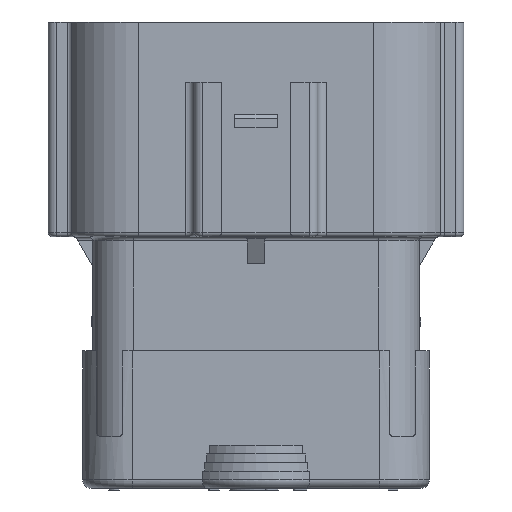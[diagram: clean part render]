
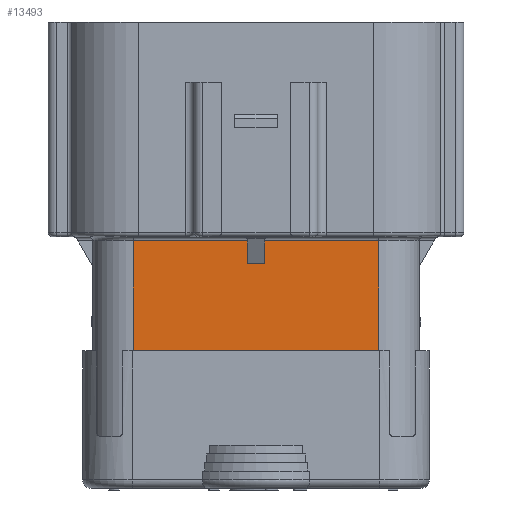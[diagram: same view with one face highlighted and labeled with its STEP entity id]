
A CAD part, front view. The second image highlights one B-rep face of the part: STEP entity #13493.
In plain terms, the highlighted planar face has unit normal (0, -1, 0).
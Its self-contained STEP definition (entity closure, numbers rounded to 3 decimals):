
#264 = CARTESIAN_POINT ( 'NONE',  ( 14.3, -7.5, 39.051 ) ) ;
#525 = CARTESIAN_POINT ( 'NONE',  ( -14.3, -7.5, 66.351 ) ) ;
#2329 = EDGE_CURVE ( 'NONE', #47522, #75675, #118475, .T. ) ;
#7761 = CARTESIAN_POINT ( 'NONE',  ( -1., -7.5, 66.86 ) ) ;
#8778 = CARTESIAN_POINT ( 'NONE',  ( 14.3, -7.5, 39.551 ) ) ;
#10260 = ORIENTED_EDGE ( 'NONE', *, *, #34260, .T. ) ;
#12039 = ORIENTED_EDGE ( 'NONE', *, *, #89247, .T. ) ;
#12556 = DIRECTION ( 'NONE',  ( -1., 0., 0. ) ) ;
#13321 = CARTESIAN_POINT ( 'NONE',  ( 1., -7.5, 66.351 ) ) ;
#13493 = ADVANCED_FACE ( 'NONE', ( #121645 ), #38900, .F. ) ;
#20697 = EDGE_LOOP ( 'NONE', ( #81329, #59184, #53452, #146600, #10260, #12039, #68795, #23024 ) ) ;
#23024 = ORIENTED_EDGE ( 'NONE', *, *, #147980, .T. ) ;
#28807 = DIRECTION ( 'NONE',  ( 0., 1., 0. ) ) ;
#29131 = VERTEX_POINT ( 'NONE', #31850 ) ;
#29396 = CARTESIAN_POINT ( 'NONE',  ( -14.3, -7.5, 66.351 ) ) ;
#29957 = VERTEX_POINT ( 'NONE', #525 ) ;
#31850 = CARTESIAN_POINT ( 'NONE',  ( -1., -7.5, 66.351 ) ) ;
#33119 = EDGE_CURVE ( 'NONE', #138102, #77938, #105718, .T. ) ;
#33153 = VECTOR ( 'NONE', #138677, 1000. ) ;
#34004 = LINE ( 'NONE', #7761, #71380 ) ;
#34260 = EDGE_CURVE ( 'NONE', #77938, #29131, #34004, .T. ) ;
#37381 = LINE ( 'NONE', #264, #84340 ) ;
#38900 = PLANE ( 'NONE',  #120022 ) ;
#38949 = VECTOR ( 'NONE', #51888, 1000. ) ;
#42326 = VECTOR ( 'NONE', #150955, 1000. ) ;
#43969 = VECTOR ( 'NONE', #82520, 1000. ) ;
#47522 = VERTEX_POINT ( 'NONE', #139351 ) ;
#51888 = DIRECTION ( 'NONE',  ( 0., 0., 1. ) ) ;
#52065 = CARTESIAN_POINT ( 'NONE',  ( 14.3, -7.5, 39.551 ) ) ;
#53452 = ORIENTED_EDGE ( 'NONE', *, *, #151062, .F. ) ;
#54402 = VERTEX_POINT ( 'NONE', #52065 ) ;
#59184 = ORIENTED_EDGE ( 'NONE', *, *, #2329, .T. ) ;
#64985 = DIRECTION ( 'NONE',  ( -1., 0., 0. ) ) ;
#68795 = ORIENTED_EDGE ( 'NONE', *, *, #106326, .F. ) ;
#68997 = LINE ( 'NONE', #129262, #42326 ) ;
#71380 = VECTOR ( 'NONE', #128333, 1000. ) ;
#75675 = VERTEX_POINT ( 'NONE', #114337 ) ;
#77423 = VECTOR ( 'NONE', #12556, 1000. ) ;
#77938 = VERTEX_POINT ( 'NONE', #92625 ) ;
#81097 = EDGE_CURVE ( 'NONE', #54402, #47522, #37381, .T. ) ;
#81329 = ORIENTED_EDGE ( 'NONE', *, *, #81097, .T. ) ;
#82520 = DIRECTION ( 'NONE',  ( -1., 0., 0. ) ) ;
#84340 = VECTOR ( 'NONE', #94646, 1000. ) ;
#89247 = EDGE_CURVE ( 'NONE', #29131, #29957, #148459, .T. ) ;
#92625 = CARTESIAN_POINT ( 'NONE',  ( -1., -7.5, 63.743 ) ) ;
#94646 = DIRECTION ( 'NONE',  ( 0., 0., 1. ) ) ;
#98311 = CARTESIAN_POINT ( 'NONE',  ( -14.3, -7.5, 39.051 ) ) ;
#105718 = LINE ( 'NONE', #151351, #43969 ) ;
#106326 = EDGE_CURVE ( 'NONE', #128298, #29957, #126987, .T. ) ;
#114337 = CARTESIAN_POINT ( 'NONE',  ( 1., -7.5, 66.351 ) ) ;
#116237 = LINE ( 'NONE', #8778, #33153 ) ;
#118475 = LINE ( 'NONE', #13321, #77423 ) ;
#120022 = AXIS2_PLACEMENT_3D ( 'NONE', #147105, #28807, #144090 ) ;
#121299 = CARTESIAN_POINT ( 'NONE',  ( -14.3, -7.5, 39.551 ) ) ;
#121645 = FACE_OUTER_BOUND ( 'NONE', #20697, .T. ) ;
#125898 = VECTOR ( 'NONE', #64985, 1000. ) ;
#126987 = LINE ( 'NONE', #98311, #38949 ) ;
#127324 = CARTESIAN_POINT ( 'NONE',  ( 1., -7.5, 63.743 ) ) ;
#128298 = VERTEX_POINT ( 'NONE', #121299 ) ;
#128333 = DIRECTION ( 'NONE',  ( 0., 0., 1. ) ) ;
#129262 = CARTESIAN_POINT ( 'NONE',  ( 1., -7.5, 66.86 ) ) ;
#138102 = VERTEX_POINT ( 'NONE', #127324 ) ;
#138677 = DIRECTION ( 'NONE',  ( 1., 0., 0. ) ) ;
#139351 = CARTESIAN_POINT ( 'NONE',  ( 14.3, -7.5, 66.351 ) ) ;
#144090 = DIRECTION ( 'NONE',  ( 1., 0., 0. ) ) ;
#146600 = ORIENTED_EDGE ( 'NONE', *, *, #33119, .T. ) ;
#147105 = CARTESIAN_POINT ( 'NONE',  ( 14.3, -7.5, 39.051 ) ) ;
#147980 = EDGE_CURVE ( 'NONE', #128298, #54402, #116237, .T. ) ;
#148459 = LINE ( 'NONE', #29396, #125898 ) ;
#150955 = DIRECTION ( 'NONE',  ( 0., 0., 1. ) ) ;
#151062 = EDGE_CURVE ( 'NONE', #138102, #75675, #68997, .T. ) ;
#151351 = CARTESIAN_POINT ( 'NONE',  ( 1., -7.5, 63.743 ) ) ;
